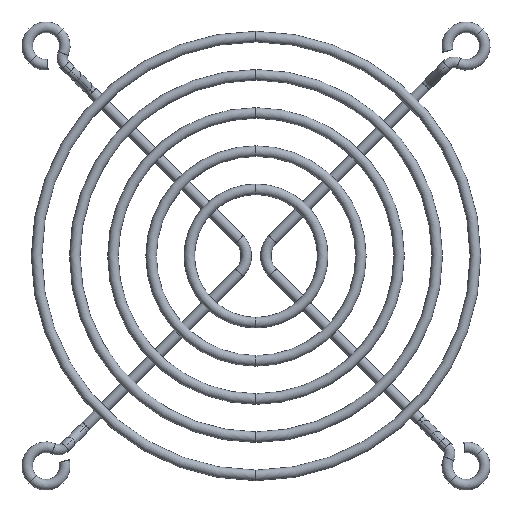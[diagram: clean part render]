
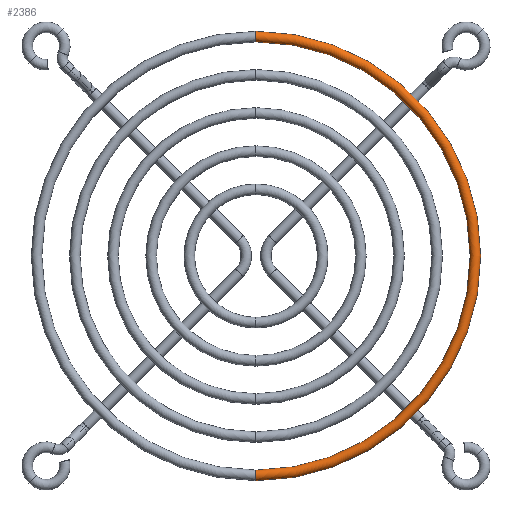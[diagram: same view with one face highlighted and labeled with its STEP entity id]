
A CAD part, front view. The second image highlights one B-rep face of the part: STEP entity #2386.
In plain terms, the highlighted toroidal (fillet/blend) face has major radius 37.35 mm and minor radius 0.9 mm.
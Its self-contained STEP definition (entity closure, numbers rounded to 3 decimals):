
#18 = CIRCLE ( 'NONE', #2544, 36.45 ) ;
#59 = VERTEX_POINT ( 'NONE', #945 ) ;
#204 = CARTESIAN_POINT ( 'NONE',  ( 0., 2.4, -38.25 ) ) ;
#213 = ORIENTED_EDGE ( 'NONE', *, *, #2537, .T. ) ;
#387 = EDGE_CURVE ( 'NONE', #1219, #59, #2240, .T. ) ;
#417 = TOROIDAL_SURFACE ( 'NONE', #2373, 37.35, 0.9 ) ;
#454 = DIRECTION ( 'NONE',  ( 0., -1., 0. ) ) ;
#517 = CARTESIAN_POINT ( 'NONE',  ( 0., 2.4, 37.35 ) ) ;
#638 = AXIS2_PLACEMENT_3D ( 'NONE', #669, #1290, #2069 ) ;
#643 = DIRECTION ( 'NONE',  ( 0., 0., -1. ) ) ;
#669 = CARTESIAN_POINT ( 'NONE',  ( 0., 2.4, -37.35 ) ) ;
#692 = DIRECTION ( 'NONE',  ( 0., 0., 1. ) ) ;
#730 = DIRECTION ( 'NONE',  ( 1., 0., 0. ) ) ;
#945 = CARTESIAN_POINT ( 'NONE',  ( 0., 2.4, -36.45 ) ) ;
#1084 = CARTESIAN_POINT ( 'NONE',  ( 0., 2.4, 0. ) ) ;
#1088 = CARTESIAN_POINT ( 'NONE',  ( 0., 2.4, 38.25 ) ) ;
#1102 = VERTEX_POINT ( 'NONE', #1790 ) ;
#1133 = ORIENTED_EDGE ( 'NONE', *, *, #387, .F. ) ;
#1219 = VERTEX_POINT ( 'NONE', #204 ) ;
#1269 = CIRCLE ( 'NONE', #1473, 0.9 ) ;
#1275 = DIRECTION ( 'NONE',  ( 0., -1., 0. ) ) ;
#1282 = ORIENTED_EDGE ( 'NONE', *, *, #1485, .T. ) ;
#1290 = DIRECTION ( 'NONE',  ( -1., 0., 0. ) ) ;
#1329 = EDGE_CURVE ( 'NONE', #59, #1102, #18, .T. ) ;
#1351 = VERTEX_POINT ( 'NONE', #1088 ) ;
#1473 = AXIS2_PLACEMENT_3D ( 'NONE', #517, #730, #2121 ) ;
#1485 = EDGE_CURVE ( 'NONE', #1351, #1102, #1269, .T. ) ;
#1486 = EDGE_LOOP ( 'NONE', ( #1133, #213, #1282, #2164 ) ) ;
#1491 = DIRECTION ( 'NONE',  ( 0., 0., -1. ) ) ;
#1731 = AXIS2_PLACEMENT_3D ( 'NONE', #1084, #1275, #1491 ) ;
#1755 = FACE_OUTER_BOUND ( 'NONE', #1486, .T. ) ;
#1790 = CARTESIAN_POINT ( 'NONE',  ( 0., 2.4, 36.45 ) ) ;
#1837 = CARTESIAN_POINT ( 'NONE',  ( 0., 2.4, 0. ) ) ;
#1867 = CARTESIAN_POINT ( 'NONE',  ( 0., 2.4, 0. ) ) ;
#1939 = CIRCLE ( 'NONE', #1731, 38.25 ) ;
#2057 = DIRECTION ( 'NONE',  ( 0., -1., 0. ) ) ;
#2069 = DIRECTION ( 'NONE',  ( 0., 0., 1. ) ) ;
#2121 = DIRECTION ( 'NONE',  ( 0., 0., -1. ) ) ;
#2164 = ORIENTED_EDGE ( 'NONE', *, *, #1329, .F. ) ;
#2240 = CIRCLE ( 'NONE', #638, 0.9 ) ;
#2373 = AXIS2_PLACEMENT_3D ( 'NONE', #1867, #454, #692 ) ;
#2386 = ADVANCED_FACE ( 'NONE', ( #1755 ), #417, .T. ) ;
#2537 = EDGE_CURVE ( 'NONE', #1219, #1351, #1939, .T. ) ;
#2544 = AXIS2_PLACEMENT_3D ( 'NONE', #1837, #2057, #643 ) ;
